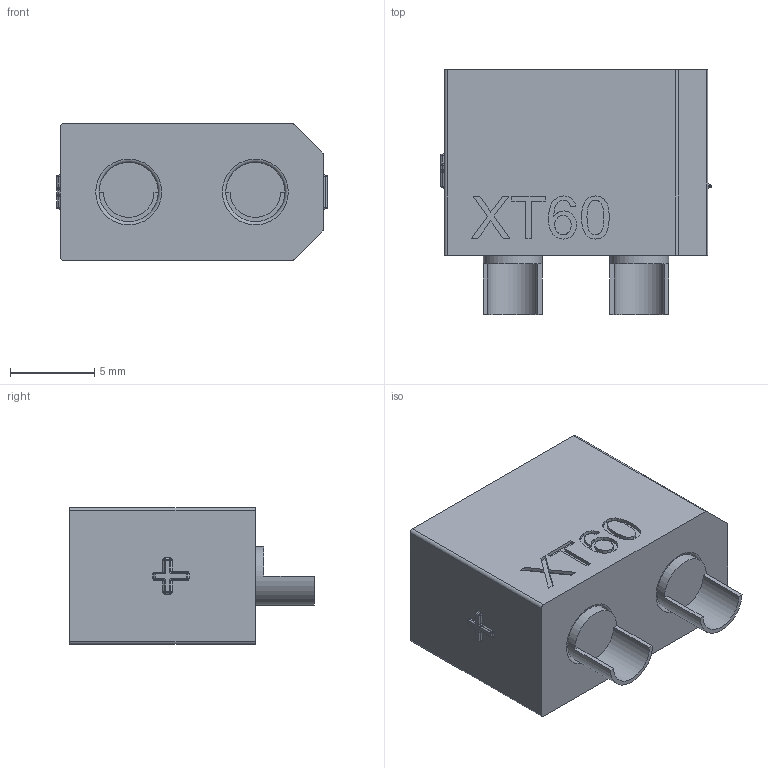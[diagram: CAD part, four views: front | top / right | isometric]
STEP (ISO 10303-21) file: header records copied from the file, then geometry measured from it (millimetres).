
FILE_DESCRIPTION(/* description */ ('','CAx-IF Rec.Pracs.---Representation and Presentation of Product Manufacturing Information (PMI)---4.0---2014-10-13'),/* implementation_level */ '2;1');
FILE_NAME(/* name */ 'XT-60U conector v1.step',/* time_stamp */ '2025-01-31T12:38:49-08:00',/* author */ (''),/* organization */ (''),/* preprocessor_version */ 'ST-DEVELOPER v20',/* originating_system */ 'Autodesk Translation Framework v13.20.0.188',/* authorisation */ '');
FILE_SCHEMA (('AP242_MANAGED_MODEL_BASED_3D_ENGINEERING_MIM_LF { 1 0 10303 442 1 1 4 }'));
Length unit declared in the file: millimetre
Products named in the file (4): (Unsaved); Component1; Component2; Component3
Assembly tree (3 placements, depth 2):
  (Unsaved)
    Component1
    Component2
    Component3
Bounding box: 16 x 14.5 x 8.1 mm (x, y, z)
Volume: 462.1 mm3; surface area: 1501.8 mm2
Topology: 3 solids, 3 shells, 221 faces, 537 edges, 331 vertices
Faces by surface type: plane 70, cylinder 64, bspline 51, torus 21, sphere 15
Full cylindrical faces by diameter (mm): 3.5 x4
Entity records: 7033 total; most frequent: CARTESIAN_POINT 1968, ORIENTED_EDGE 1074, DIRECTION 946, EDGE_CURVE 537, AXIS2_PLACEMENT_3D 335, VERTEX_POINT 331, LINE 276, VECTOR 276
